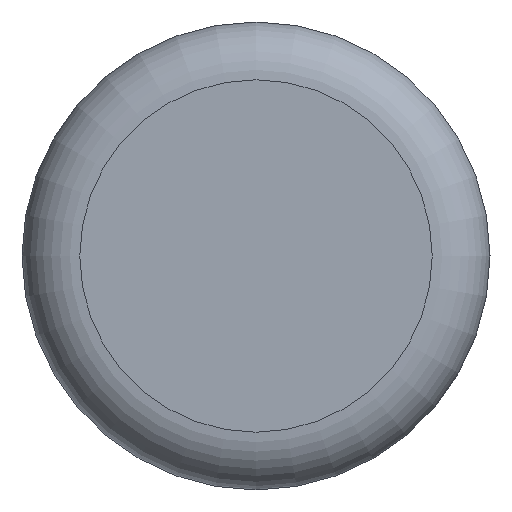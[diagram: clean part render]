
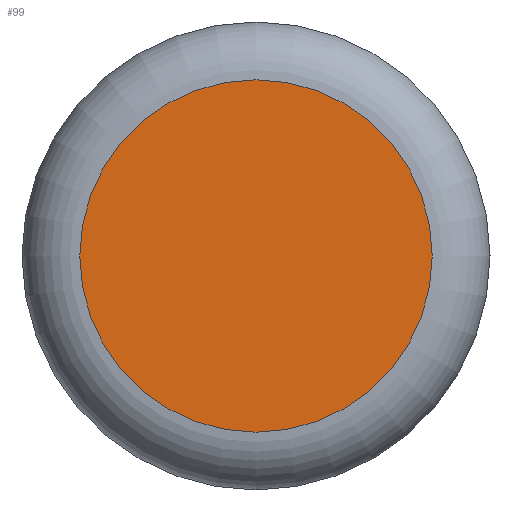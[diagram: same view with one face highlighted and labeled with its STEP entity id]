
A CAD part, left-side view. The second image highlights one B-rep face of the part: STEP entity #99.
In plain terms, the highlighted planar face has unit normal (-1, 0, 0).
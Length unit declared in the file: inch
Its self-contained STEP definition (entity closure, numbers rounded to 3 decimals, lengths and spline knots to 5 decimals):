
#27=FACE_OUTER_BOUND('',#35,.T.);
#35=EDGE_LOOP('',(#76));
#48=CIRCLE('',#129,3.05);
#57=VERTEX_POINT('',#181);
#66=EDGE_CURVE('',#57,#57,#48,.T.);
#76=ORIENTED_EDGE('',*,*,#66,.F.);
#96=PLANE('',#128);
#99=ADVANCED_FACE('',(#27),#96,.T.);
#128=AXIS2_PLACEMENT_3D('',#180,#148,#149);
#129=AXIS2_PLACEMENT_3D('',#182,#150,#151);
#148=DIRECTION('center_axis',(-1.,0.,0.));
#149=DIRECTION('ref_axis',(0.,0.,1.));
#150=DIRECTION('center_axis',(1.,0.,0.));
#151=DIRECTION('ref_axis',(0.,0.,-1.));
#180=CARTESIAN_POINT('Origin',(-15.,3.05,0.));
#181=CARTESIAN_POINT('',(-15.,3.05,0.));
#182=CARTESIAN_POINT('Origin',(-15.,0.,0.));
